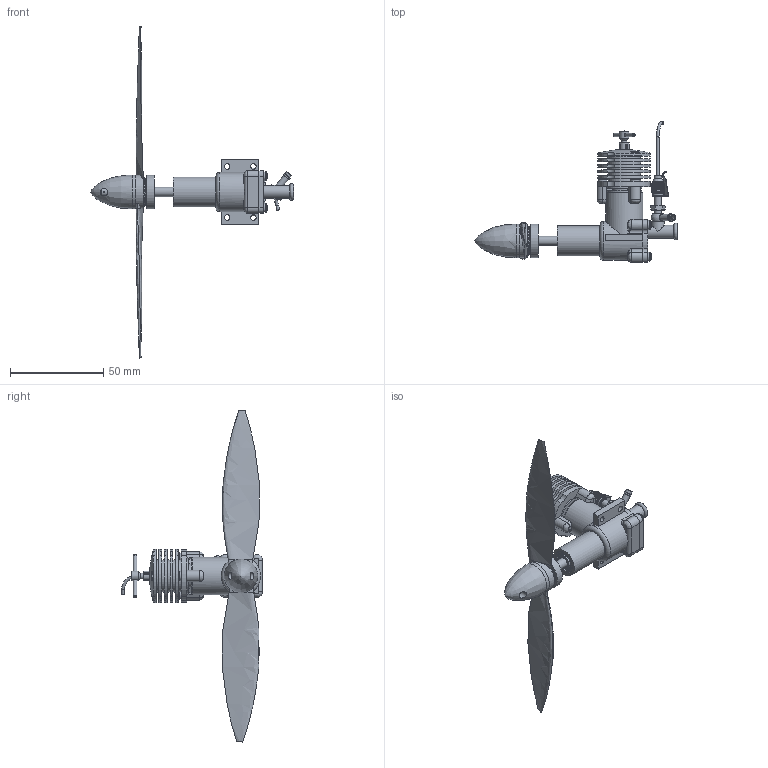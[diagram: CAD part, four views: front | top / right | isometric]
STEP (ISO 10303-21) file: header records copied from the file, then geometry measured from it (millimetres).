
FILE_DESCRIPTION(/* description */ (''),/* implementation_level */ '2;1');
FILE_NAME(/* name */ 'Assembly1.stp',/* time_stamp */ '2013-08-29T11:22:24+03:00',/* author */ ('Konstantin'),/* organization */ (''),/* preprocessor_version */ 'ST-DEVELOPER v15.2',/* originating_system */ 'Autodesk Inventor 2014',/* authorisation */ '');
FILE_SCHEMA (('AUTOMOTIVE_DESIGN { 1 0 10303 214 3 1 1 }'));
Length unit declared in the file: millimetre
Products named in the file (21): main_body; cylinder; cover; cam; piston; pin; throttle; stud; compression_ratio; fuel_inlet; rod; shaft; Bearing 1006095 GOST 831-75; ISO 7045 - M2,5 x 5 - 4.8 - HDIN EN ISO; ISO 7045 - M2,5 x 10 - 4.8 - HDIN EN ISO; pad; propeller; washer; nose-over; clip; Assembly1
Bounding box: 108.9 x 75.46 x 178.03 mm (x, y, z)
Volume: 36021.7 mm3; surface area: 37681.9 mm2
Topology: 30 solids, 30 shells, 1055 faces, 2689 edges, 1774 vertices
Faces by surface type: plane 396, cylinder 312, cone 170, torus 99, sphere 54, bspline 24
Full cylindrical faces by diameter (mm): 1 x7, 1.05 x1, 1.5 x3, 2 x4, 2.256 x7, 2.5 x14, 2.8 x4, 3 x14, 3.4 x2, 4 x11, 4.2 x2, 4.4 x1, 4.5 x15, 5 x6, 5.2 x3, 5.3 x1, 5.5 x1, 6 x2, 7 x5, 7.667 x4, 8 x1, 8.333 x2, 9 x1, 9.667 x2, 10 x1, 10.333 x2, 11.595 x2, 12 x3, 12.9 x4, 13 x5
Entity records: 30639 total; most frequent: CARTESIAN_POINT 9571, DIRECTION 4348, ORIENTED_EDGE 3872, EDGE_CURVE 1913, AXIS2_PLACEMENT_3D 1855, VERTEX_POINT 1368, EDGE_LOOP 1218, ADVANCED_FACE 832
